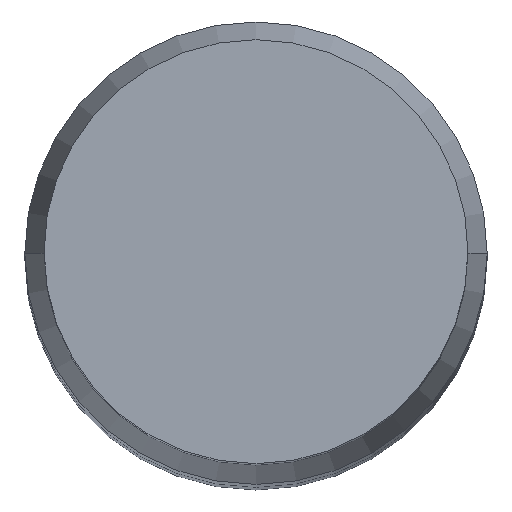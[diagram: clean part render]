
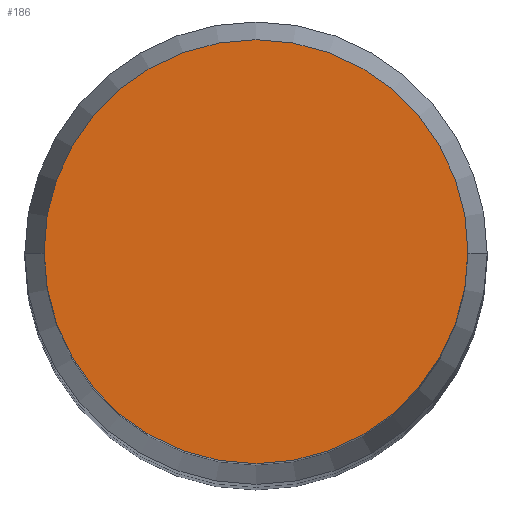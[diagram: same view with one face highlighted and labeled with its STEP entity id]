
A CAD part, top view. The second image highlights one B-rep face of the part: STEP entity #186.
In plain terms, the highlighted planar face has unit normal (0, 0, 1).
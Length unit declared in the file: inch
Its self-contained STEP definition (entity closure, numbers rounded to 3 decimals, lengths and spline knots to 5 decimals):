
#35 = DIRECTION ( 'NONE',  ( 1., 0., 0. ) ) ;
#44 = CARTESIAN_POINT ( 'NONE',  ( -0.08595, 0., 0. ) ) ;
#110 = AXIS2_PLACEMENT_3D ( 'NONE', #430, #786, #875 ) ;
#132 = CIRCLE ( 'NONE', #318, 0.08595 ) ;
#186 = ADVANCED_FACE ( 'NONE', ( #233 ), #533, .F. ) ;
#198 = CARTESIAN_POINT ( 'NONE',  ( 0.08595, 0., 0. ) ) ;
#215 = VERTEX_POINT ( 'NONE', #198 ) ;
#220 = CIRCLE ( 'NONE', #110, 0.08595 ) ;
#233 = FACE_OUTER_BOUND ( 'NONE', #632, .T. ) ;
#247 = EDGE_CURVE ( 'NONE', #280, #215, #220, .T. ) ;
#280 = VERTEX_POINT ( 'NONE', #44 ) ;
#318 = AXIS2_PLACEMENT_3D ( 'NONE', #564, #555, #647 ) ;
#328 = EDGE_CURVE ( 'NONE', #215, #280, #132, .T. ) ;
#335 = AXIS2_PLACEMENT_3D ( 'NONE', #872, #523, #35 ) ;
#430 = CARTESIAN_POINT ( 'NONE',  ( 0., 0., 0. ) ) ;
#523 = DIRECTION ( 'NONE',  ( 0., 0., -1. ) ) ;
#533 = PLANE ( 'NONE',  #335 ) ;
#555 = DIRECTION ( 'NONE',  ( 0., 0., 1. ) ) ;
#564 = CARTESIAN_POINT ( 'NONE',  ( 0., 0., 0. ) ) ;
#632 = EDGE_LOOP ( 'NONE', ( #964, #735 ) ) ;
#647 = DIRECTION ( 'NONE',  ( 1., 0., 0. ) ) ;
#735 = ORIENTED_EDGE ( 'NONE', *, *, #247, .T. ) ;
#786 = DIRECTION ( 'NONE',  ( 0., 0., 1. ) ) ;
#872 = CARTESIAN_POINT ( 'NONE',  ( 0., 0., 0. ) ) ;
#875 = DIRECTION ( 'NONE',  ( 1., 0., 0. ) ) ;
#964 = ORIENTED_EDGE ( 'NONE', *, *, #328, .T. ) ;
